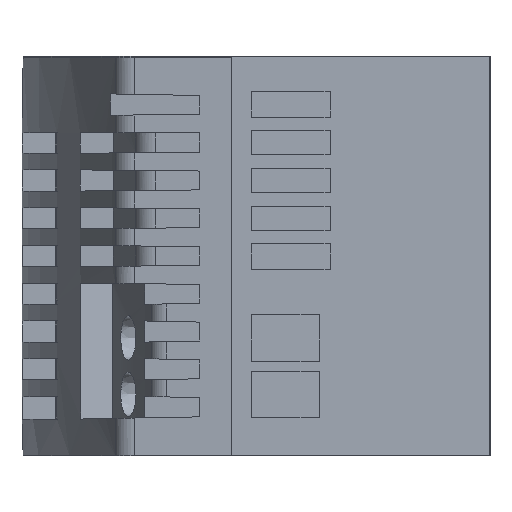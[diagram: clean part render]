
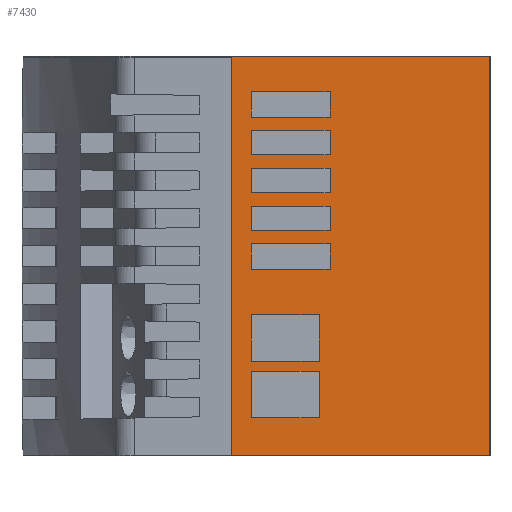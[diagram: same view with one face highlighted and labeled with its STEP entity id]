
A CAD part, left-side view. The second image highlights one B-rep face of the part: STEP entity #7430.
In plain terms, the highlighted planar face has unit normal (-1, 0, 0).
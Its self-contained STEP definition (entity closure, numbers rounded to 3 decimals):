
#4580=CARTESIAN_POINT('',(-45.,0.,-18.));
#4590=DIRECTION('',(-1.,0.,0.));
#4600=DIRECTION('',(0.,-1.,0.));
#4610=AXIS2_PLACEMENT_3D('',#4580,#4590,#4600);
#4620=PLANE('',#4610);
#4630=CARTESIAN_POINT('',(-45.,23.25,18.));
#4640=DIRECTION('',(0.,0.,-1.));
#4650=VECTOR('',#4640,1.);
#4660=LINE('',#4630,#4650);
#4670=CARTESIAN_POINT('',(-45.,23.25,17.9));
#4680=VERTEX_POINT('',#4670);
#4690=CARTESIAN_POINT('',(-45.,23.25,-18.));
#4700=VERTEX_POINT('',#4690);
#4710=EDGE_CURVE('',#4680,#4700,#4660,.T.);
#4720=ORIENTED_EDGE('',*,*,#4710,.T.);
#4730=CARTESIAN_POINT('',(-45.,23.25,0.));
#4740=DIRECTION('',(0.,0.,-1.));
#4750=VECTOR('',#4740,1.);
#4760=LINE('',#4730,#4750);
#4770=CARTESIAN_POINT('',(-45.,23.25,18.));
#4780=VERTEX_POINT('',#4770);
#4790=EDGE_CURVE('',#4780,#4680,#4760,.T.);
#4800=ORIENTED_EDGE('',*,*,#4790,.T.);
#4810=CARTESIAN_POINT('',(-45.,0.,18.));
#4820=DIRECTION('',(0.,1.,0.));
#4830=VECTOR('',#4820,1.);
#4840=LINE('',#4810,#4830);
#4850=CARTESIAN_POINT('',(-45.,0.,18.));
#4860=VERTEX_POINT('',#4850);
#4870=EDGE_CURVE('',#4860,#4780,#4840,.T.);
#4880=ORIENTED_EDGE('',*,*,#4870,.T.);
#4890=CARTESIAN_POINT('',(-45.,0.,0.));
#4900=DIRECTION('',(0.,0.,1.));
#4910=VECTOR('',#4900,1.);
#4920=LINE('',#4890,#4910);
#4930=CARTESIAN_POINT('',(-45.,0.,-18.));
#4940=VERTEX_POINT('',#4930);
#4950=EDGE_CURVE('',#4940,#4860,#4920,.T.);
#4960=ORIENTED_EDGE('',*,*,#4950,.T.);
#4970=CARTESIAN_POINT('',(-45.,0.,-18.));
#4980=DIRECTION('',(0.,1.,0.));
#4990=VECTOR('',#4980,1.);
#5000=LINE('',#4970,#4990);
#5010=EDGE_CURVE('',#4940,#4700,#5000,.T.);
#5020=ORIENTED_EDGE('',*,*,#5010,.F.);
#5030=EDGE_LOOP('',(#5020,#4960,#4880,#4800,#4720));
#5040=FACE_OUTER_BOUND('',#5030,.T.);
#5050=CARTESIAN_POINT('',(-45.,21.475,0.));
#5060=DIRECTION('',(0.,0.,-1.));
#5070=VECTOR('',#5060,1.);
#5080=LINE('',#5050,#5070);
#5090=CARTESIAN_POINT('',(-45.,21.475,14.8));
#5100=VERTEX_POINT('',#5090);
#5110=CARTESIAN_POINT('',(-45.,21.475,12.5));
#5120=VERTEX_POINT('',#5110);
#5130=EDGE_CURVE('',#5100,#5120,#5080,.T.);
#5140=ORIENTED_EDGE('',*,*,#5130,.F.);
#5150=CARTESIAN_POINT('',(-45.,0.,12.5));
#5160=DIRECTION('',(0.,-1.,0.));
#5170=VECTOR('',#5160,1.);
#5180=LINE('',#5150,#5170);
#5190=CARTESIAN_POINT('',(-45.,14.4,12.5));
#5200=VERTEX_POINT('',#5190);
#5210=EDGE_CURVE('',#5120,#5200,#5180,.T.);
#5220=ORIENTED_EDGE('',*,*,#5210,.F.);
#5230=CARTESIAN_POINT('',(-45.,14.4,0.));
#5240=DIRECTION('',(0.,0.,1.));
#5250=VECTOR('',#5240,1.);
#5260=LINE('',#5230,#5250);
#5270=CARTESIAN_POINT('',(-45.,14.4,14.8));
#5280=VERTEX_POINT('',#5270);
#5290=EDGE_CURVE('',#5200,#5280,#5260,.T.);
#5300=ORIENTED_EDGE('',*,*,#5290,.F.);
#5310=CARTESIAN_POINT('',(-45.,0.,14.8));
#5320=DIRECTION('',(0.,1.,0.));
#5330=VECTOR('',#5320,1.);
#5340=LINE('',#5310,#5330);
#5350=EDGE_CURVE('',#5280,#5100,#5340,.T.);
#5360=ORIENTED_EDGE('',*,*,#5350,.F.);
#5370=EDGE_LOOP('',(#5360,#5300,#5220,#5140));
#5380=FACE_BOUND('',#5370,.T.);
#5390=CARTESIAN_POINT('',(-45.,21.475,0.));
#5400=DIRECTION('',(0.,0.,-1.));
#5410=VECTOR('',#5400,1.);
#5420=LINE('',#5390,#5410);
#5430=CARTESIAN_POINT('',(-45.,21.475,-10.36));
#5440=VERTEX_POINT('',#5430);
#5450=CARTESIAN_POINT('',(-45.,21.475,-14.56));
#5460=VERTEX_POINT('',#5450);
#5470=EDGE_CURVE('',#5440,#5460,#5420,.T.);
#5480=ORIENTED_EDGE('',*,*,#5470,.F.);
#5490=CARTESIAN_POINT('',(-45.,0.,-14.56));
#5500=DIRECTION('',(0.,-1.,0.));
#5510=VECTOR('',#5500,1.);
#5520=LINE('',#5490,#5510);
#5530=CARTESIAN_POINT('',(-45.,15.375,-14.56));
#5540=VERTEX_POINT('',#5530);
#5550=EDGE_CURVE('',#5460,#5540,#5520,.T.);
#5560=ORIENTED_EDGE('',*,*,#5550,.F.);
#5570=CARTESIAN_POINT('',(-45.,15.375,0.));
#5580=DIRECTION('',(0.,0.,1.));
#5590=VECTOR('',#5580,1.);
#5600=LINE('',#5570,#5590);
#5610=CARTESIAN_POINT('',(-45.,15.375,-10.36));
#5620=VERTEX_POINT('',#5610);
#5630=EDGE_CURVE('',#5540,#5620,#5600,.T.);
#5640=ORIENTED_EDGE('',*,*,#5630,.F.);
#5650=CARTESIAN_POINT('',(-45.,0.,-10.36));
#5660=DIRECTION('',(0.,1.,0.));
#5670=VECTOR('',#5660,1.);
#5680=LINE('',#5650,#5670);
#5690=EDGE_CURVE('',#5620,#5440,#5680,.T.);
#5700=ORIENTED_EDGE('',*,*,#5690,.F.);
#5710=EDGE_LOOP('',(#5700,#5640,#5560,#5480));
#5720=FACE_BOUND('',#5710,.T.);
#5730=CARTESIAN_POINT('',(-45.,0.,1.1));
#5740=DIRECTION('',(0.,1.,0.));
#5750=VECTOR('',#5740,1.);
#5760=LINE('',#5730,#5750);
#5770=CARTESIAN_POINT('',(-45.,14.4,1.1));
#5780=VERTEX_POINT('',#5770);
#5790=CARTESIAN_POINT('',(-45.,21.475,1.1));
#5800=VERTEX_POINT('',#5790);
#5810=EDGE_CURVE('',#5780,#5800,#5760,.T.);
#5820=ORIENTED_EDGE('',*,*,#5810,.F.);
#5830=CARTESIAN_POINT('',(-45.,21.475,0.));
#5840=DIRECTION('',(0.,0.,-1.));
#5850=VECTOR('',#5840,1.);
#5860=LINE('',#5830,#5850);
#5870=CARTESIAN_POINT('',(-45.,21.475,-1.2));
#5880=VERTEX_POINT('',#5870);
#5890=EDGE_CURVE('',#5800,#5880,#5860,.T.);
#5900=ORIENTED_EDGE('',*,*,#5890,.F.);
#5910=CARTESIAN_POINT('',(-45.,0.,-1.2));
#5920=DIRECTION('',(0.,-1.,0.));
#5930=VECTOR('',#5920,1.);
#5940=LINE('',#5910,#5930);
#5950=CARTESIAN_POINT('',(-45.,14.4,-1.2));
#5960=VERTEX_POINT('',#5950);
#5970=EDGE_CURVE('',#5880,#5960,#5940,.T.);
#5980=ORIENTED_EDGE('',*,*,#5970,.F.);
#5990=CARTESIAN_POINT('',(-45.,14.4,0.));
#6000=DIRECTION('',(0.,0.,1.));
#6010=VECTOR('',#6000,1.);
#6020=LINE('',#5990,#6010);
#6030=EDGE_CURVE('',#5960,#5780,#6020,.T.);
#6040=ORIENTED_EDGE('',*,*,#6030,.F.);
#6050=EDGE_LOOP('',(#6040,#5980,#5900,#5820));
#6060=FACE_BOUND('',#6050,.T.);
#6070=CARTESIAN_POINT('',(-45.,21.475,0.));
#6080=DIRECTION('',(0.,0.,-1.));
#6090=VECTOR('',#6080,1.);
#6100=LINE('',#6070,#6090);
#6110=CARTESIAN_POINT('',(-45.,21.475,7.9));
#6120=VERTEX_POINT('',#6110);
#6130=CARTESIAN_POINT('',(-45.,21.475,5.7));
#6140=VERTEX_POINT('',#6130);
#6150=EDGE_CURVE('',#6120,#6140,#6100,.T.);
#6160=ORIENTED_EDGE('',*,*,#6150,.F.);
#6170=CARTESIAN_POINT('',(-45.,0.,5.7));
#6180=DIRECTION('',(0.,-1.,0.));
#6190=VECTOR('',#6180,1.);
#6200=LINE('',#6170,#6190);
#6210=CARTESIAN_POINT('',(-45.,14.4,5.7));
#6220=VERTEX_POINT('',#6210);
#6230=EDGE_CURVE('',#6140,#6220,#6200,.T.);
#6240=ORIENTED_EDGE('',*,*,#6230,.F.);
#6250=CARTESIAN_POINT('',(-45.,14.4,0.));
#6260=DIRECTION('',(0.,0.,1.));
#6270=VECTOR('',#6260,1.);
#6280=LINE('',#6250,#6270);
#6290=CARTESIAN_POINT('',(-45.,14.4,7.9));
#6300=VERTEX_POINT('',#6290);
#6310=EDGE_CURVE('',#6220,#6300,#6280,.T.);
#6320=ORIENTED_EDGE('',*,*,#6310,.F.);
#6330=CARTESIAN_POINT('',(-45.,0.,7.9));
#6340=DIRECTION('',(0.,1.,0.));
#6350=VECTOR('',#6340,1.);
#6360=LINE('',#6330,#6350);
#6370=EDGE_CURVE('',#6300,#6120,#6360,.T.);
#6380=ORIENTED_EDGE('',*,*,#6370,.F.);
#6390=EDGE_LOOP('',(#6380,#6320,#6240,#6160));
#6400=FACE_BOUND('',#6390,.T.);
#6410=CARTESIAN_POINT('',(-45.,0.,-9.48));
#6420=DIRECTION('',(0.,-1.,0.));
#6430=VECTOR('',#6420,1.);
#6440=LINE('',#6410,#6430);
#6450=CARTESIAN_POINT('',(-45.,21.475,-9.48));
#6460=VERTEX_POINT('',#6450);
#6470=CARTESIAN_POINT('',(-45.,15.375,-9.48));
#6480=VERTEX_POINT('',#6470);
#6490=EDGE_CURVE('',#6460,#6480,#6440,.T.);
#6500=ORIENTED_EDGE('',*,*,#6490,.F.);
#6510=CARTESIAN_POINT('',(-45.,15.375,0.));
#6520=DIRECTION('',(0.,0.,1.));
#6530=VECTOR('',#6520,1.);
#6540=LINE('',#6510,#6530);
#6550=CARTESIAN_POINT('',(-45.,15.375,-5.28));
#6560=VERTEX_POINT('',#6550);
#6570=EDGE_CURVE('',#6480,#6560,#6540,.T.);
#6580=ORIENTED_EDGE('',*,*,#6570,.F.);
#6590=CARTESIAN_POINT('',(-45.,0.,-5.28));
#6600=DIRECTION('',(0.,1.,0.));
#6610=VECTOR('',#6600,1.);
#6620=LINE('',#6590,#6610);
#6630=CARTESIAN_POINT('',(-45.,21.475,-5.28));
#6640=VERTEX_POINT('',#6630);
#6650=EDGE_CURVE('',#6560,#6640,#6620,.T.);
#6660=ORIENTED_EDGE('',*,*,#6650,.F.);
#6670=CARTESIAN_POINT('',(-45.,21.475,0.));
#6680=DIRECTION('',(0.,0.,-1.));
#6690=VECTOR('',#6680,1.);
#6700=LINE('',#6670,#6690);
#6710=EDGE_CURVE('',#6640,#6460,#6700,.T.);
#6720=ORIENTED_EDGE('',*,*,#6710,.F.);
#6730=EDGE_LOOP('',(#6720,#6660,#6580,#6500));
#6740=FACE_BOUND('',#6730,.T.);
#6750=CARTESIAN_POINT('',(-45.,21.475,0.));
#6760=DIRECTION('',(0.,0.,-1.));
#6770=VECTOR('',#6760,1.);
#6780=LINE('',#6750,#6770);
#6790=CARTESIAN_POINT('',(-45.,21.475,11.3));
#6800=VERTEX_POINT('',#6790);
#6810=CARTESIAN_POINT('',(-45.,21.475,9.1));
#6820=VERTEX_POINT('',#6810);
#6830=EDGE_CURVE('',#6800,#6820,#6780,.T.);
#6840=ORIENTED_EDGE('',*,*,#6830,.F.);
#6850=CARTESIAN_POINT('',(-45.,0.,9.1));
#6860=DIRECTION('',(0.,-1.,0.));
#6870=VECTOR('',#6860,1.);
#6880=LINE('',#6850,#6870);
#6890=CARTESIAN_POINT('',(-45.,14.4,9.1));
#6900=VERTEX_POINT('',#6890);
#6910=EDGE_CURVE('',#6820,#6900,#6880,.T.);
#6920=ORIENTED_EDGE('',*,*,#6910,.F.);
#6930=CARTESIAN_POINT('',(-45.,14.4,0.));
#6940=DIRECTION('',(0.,0.,1.));
#6950=VECTOR('',#6940,1.);
#6960=LINE('',#6930,#6950);
#6970=CARTESIAN_POINT('',(-45.,14.4,11.3));
#6980=VERTEX_POINT('',#6970);
#6990=EDGE_CURVE('',#6900,#6980,#6960,.T.);
#7000=ORIENTED_EDGE('',*,*,#6990,.F.);
#7010=CARTESIAN_POINT('',(-45.,0.,11.3));
#7020=DIRECTION('',(0.,1.,0.));
#7030=VECTOR('',#7020,1.);
#7040=LINE('',#7010,#7030);
#7050=EDGE_CURVE('',#6980,#6800,#7040,.T.);
#7060=ORIENTED_EDGE('',*,*,#7050,.F.);
#7070=EDGE_LOOP('',(#7060,#7000,#6920,#6840));
#7080=FACE_BOUND('',#7070,.T.);
#7090=CARTESIAN_POINT('',(-45.,0.,2.3));
#7100=DIRECTION('',(0.,-1.,0.));
#7110=VECTOR('',#7100,1.);
#7120=LINE('',#7090,#7110);
#7130=CARTESIAN_POINT('',(-45.,21.475,2.3));
#7140=VERTEX_POINT('',#7130);
#7150=CARTESIAN_POINT('',(-45.,14.4,2.3));
#7160=VERTEX_POINT('',#7150);
#7170=EDGE_CURVE('',#7140,#7160,#7120,.T.);
#7180=ORIENTED_EDGE('',*,*,#7170,.F.);
#7190=CARTESIAN_POINT('',(-45.,14.4,0.));
#7200=DIRECTION('',(0.,0.,1.));
#7210=VECTOR('',#7200,1.);
#7220=LINE('',#7190,#7210);
#7230=CARTESIAN_POINT('',(-45.,14.4,4.5));
#7240=VERTEX_POINT('',#7230);
#7250=EDGE_CURVE('',#7160,#7240,#7220,.T.);
#7260=ORIENTED_EDGE('',*,*,#7250,.F.);
#7270=CARTESIAN_POINT('',(-45.,0.,4.5));
#7280=DIRECTION('',(0.,1.,0.));
#7290=VECTOR('',#7280,1.);
#7300=LINE('',#7270,#7290);
#7310=CARTESIAN_POINT('',(-45.,21.475,4.5));
#7320=VERTEX_POINT('',#7310);
#7330=EDGE_CURVE('',#7240,#7320,#7300,.T.);
#7340=ORIENTED_EDGE('',*,*,#7330,.F.);
#7350=CARTESIAN_POINT('',(-45.,21.475,0.));
#7360=DIRECTION('',(0.,0.,-1.));
#7370=VECTOR('',#7360,1.);
#7380=LINE('',#7350,#7370);
#7390=EDGE_CURVE('',#7320,#7140,#7380,.T.);
#7400=ORIENTED_EDGE('',*,*,#7390,.F.);
#7410=EDGE_LOOP('',(#7400,#7340,#7260,#7180));
#7420=FACE_BOUND('',#7410,.T.);
#7430=ADVANCED_FACE('',(#5040,#5380,#5720,#6060,#6400,#6740,#7080,#7420)
,#4620,.T.);
